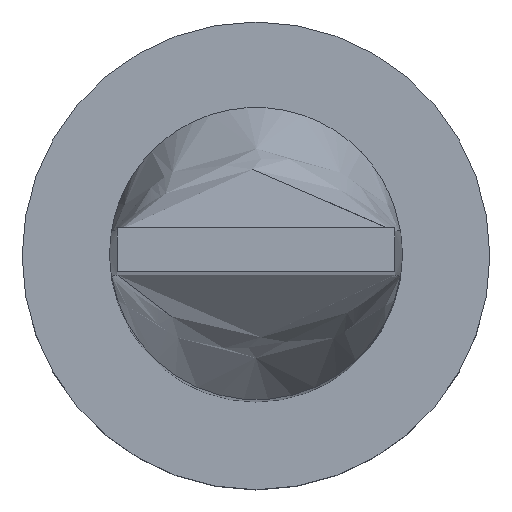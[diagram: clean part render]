
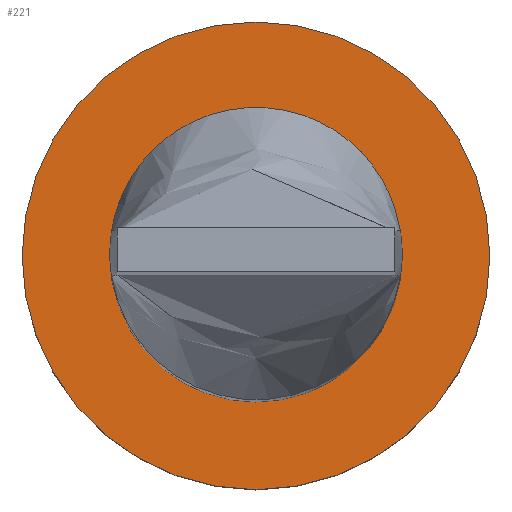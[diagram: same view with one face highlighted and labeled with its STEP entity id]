
A CAD part, top view. The second image highlights one B-rep face of the part: STEP entity #221.
In plain terms, the highlighted planar face has unit normal (0, 0, 1).
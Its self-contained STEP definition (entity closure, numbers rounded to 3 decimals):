
#34 = EDGE_CURVE ( 'NONE', #548, #294, #518, .T. ) ;
#36 = AXIS2_PLACEMENT_3D ( 'NONE', #94, #248, #38 ) ;
#38 = DIRECTION ( 'NONE',  ( 1., 0., 0. ) ) ;
#69 = CIRCLE ( 'NONE', #557, 5. ) ;
#71 = CARTESIAN_POINT ( 'NONE',  ( 0., 0., 5. ) ) ;
#73 = EDGE_CURVE ( 'NONE', #294, #548, #405, .T. ) ;
#81 = CARTESIAN_POINT ( 'NONE',  ( 0., 0., 5. ) ) ;
#94 = CARTESIAN_POINT ( 'NONE',  ( 0., 0., 5. ) ) ;
#108 = AXIS2_PLACEMENT_3D ( 'NONE', #81, #560, #568 ) ;
#111 = CARTESIAN_POINT ( 'NONE',  ( 5., 0., 5. ) ) ;
#124 = FACE_BOUND ( 'NONE', #468, .T. ) ;
#125 = DIRECTION ( 'NONE',  ( 1., 0., 0. ) ) ;
#128 = PLANE ( 'NONE',  #36 ) ;
#142 = DIRECTION ( 'NONE',  ( 1., 0., 0. ) ) ;
#145 = EDGE_CURVE ( 'NONE', #202, #220, #344, .T. ) ;
#163 = CARTESIAN_POINT ( 'NONE',  ( -8., 0., 5. ) ) ;
#181 = ORIENTED_EDGE ( 'NONE', *, *, #73, .T. ) ;
#192 = ORIENTED_EDGE ( 'NONE', *, *, #34, .T. ) ;
#202 = VERTEX_POINT ( 'NONE', #111 ) ;
#210 = DIRECTION ( 'NONE',  ( 0., 0., 1. ) ) ;
#216 = AXIS2_PLACEMENT_3D ( 'NONE', #431, #210, #391 ) ;
#220 = VERTEX_POINT ( 'NONE', #457 ) ;
#221 = ADVANCED_FACE ( 'NONE', ( #124, #599 ), #128, .T. ) ;
#248 = DIRECTION ( 'NONE',  ( 0., 0., 1. ) ) ;
#294 = VERTEX_POINT ( 'NONE', #543 ) ;
#344 = CIRCLE ( 'NONE', #579, 5. ) ;
#354 = ORIENTED_EDGE ( 'NONE', *, *, #593, .F. ) ;
#367 = ORIENTED_EDGE ( 'NONE', *, *, #145, .F. ) ;
#381 = CARTESIAN_POINT ( 'NONE',  ( 0., 0., 5. ) ) ;
#383 = EDGE_LOOP ( 'NONE', ( #192, #181 ) ) ;
#391 = DIRECTION ( 'NONE',  ( 1., 0., 0. ) ) ;
#405 = CIRCLE ( 'NONE', #108, 8. ) ;
#431 = CARTESIAN_POINT ( 'NONE',  ( 0., 0., 5. ) ) ;
#457 = CARTESIAN_POINT ( 'NONE',  ( -5., 0., 5. ) ) ;
#468 = EDGE_LOOP ( 'NONE', ( #354, #367 ) ) ;
#507 = DIRECTION ( 'NONE',  ( 0., 0., 1. ) ) ;
#518 = CIRCLE ( 'NONE', #216, 8. ) ;
#543 = CARTESIAN_POINT ( 'NONE',  ( 8., 0., 5. ) ) ;
#548 = VERTEX_POINT ( 'NONE', #163 ) ;
#557 = AXIS2_PLACEMENT_3D ( 'NONE', #71, #605, #125 ) ;
#560 = DIRECTION ( 'NONE',  ( 0., 0., 1. ) ) ;
#568 = DIRECTION ( 'NONE',  ( 1., 0., 0. ) ) ;
#579 = AXIS2_PLACEMENT_3D ( 'NONE', #381, #507, #142 ) ;
#593 = EDGE_CURVE ( 'NONE', #220, #202, #69, .T. ) ;
#599 = FACE_OUTER_BOUND ( 'NONE', #383, .T. ) ;
#605 = DIRECTION ( 'NONE',  ( 0., 0., 1. ) ) ;
